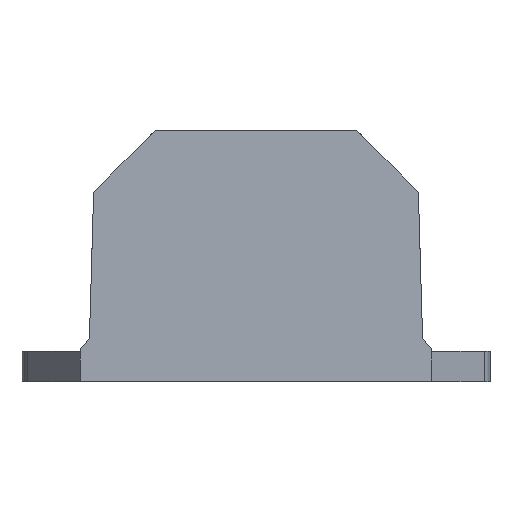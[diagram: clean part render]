
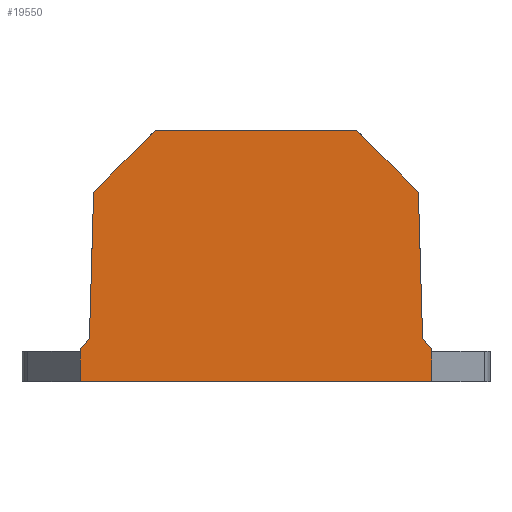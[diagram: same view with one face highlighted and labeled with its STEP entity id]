
A CAD part, left-side view. The second image highlights one B-rep face of the part: STEP entity #19550.
In plain terms, the highlighted face is planar.
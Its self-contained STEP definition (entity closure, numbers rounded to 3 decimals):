
#2020=CARTESIAN_POINT('',(25.697,163.44,
7.5));
#2030=VERTEX_POINT('',#2020);
#2060=CARTESIAN_POINT('',(25.697,69.943,
7.5));
#2070=DIRECTION('',(0.,1.,0.));
#2080=VECTOR('',#2070,1.);
#2090=LINE('',#2060,#2080);
#2100=CARTESIAN_POINT('',(25.697,100.54,
7.5));
#2110=VERTEX_POINT('',#2100);
#2120=EDGE_CURVE('',#2110,#2030,#2090,.T.);
#17080=CARTESIAN_POINT('',(25.697,102.197,
15.156));
#17090=VERTEX_POINT('',#17080);
#17120=CARTESIAN_POINT('',(25.697,99.385,
-82.649));
#17130=DIRECTION('',(0.,0.029,
1.));
#17140=VECTOR('',#17130,1.);
#17150=LINE('',#17120,#17140);
#17160=CARTESIAN_POINT('',(25.697,102.951,
41.363));
#17170=VERTEX_POINT('',#17160);
#17180=EDGE_CURVE('',#17090,#17170,#17150,.T.);
#18720=CARTESIAN_POINT('',(25.697,100.54,
-82.649));
#18730=DIRECTION('',(0.,0.,1.));
#18740=VECTOR('',#18730,1.);
#18750=LINE('',#18720,#18740);
#18760=CARTESIAN_POINT('',(25.697,100.54,
13.182));
#18770=VERTEX_POINT('',#18760);
#18780=EDGE_CURVE('',#2110,#18770,#18750,.T.);
#18930=CARTESIAN_POINT('',(25.697,131.74,
29.705));
#18940=DIRECTION('',(-1.,0.,0.));
#18950=DIRECTION('',(0.,-1.,0.));
#18960=AXIS2_PLACEMENT_3D('',#18930,#18940,#18950);
#18970=PLANE('',#18960);
#18980=CARTESIAN_POINT('',(25.697,243.844,
-82.649));
#18990=DIRECTION('',(0.,0.643,
-0.766));
#19000=VECTOR('',#18990,1.);
#19010=LINE('',#18980,#19000);
#19020=CARTESIAN_POINT('',(25.697,161.784,
15.156));
#19030=VERTEX_POINT('',#19020);
#19040=CARTESIAN_POINT('',(25.697,163.44,
13.182));
#19050=VERTEX_POINT('',#19040);
#19060=EDGE_CURVE('',#19030,#19050,#19010,.T.);
#19070=ORIENTED_EDGE('',*,*,#19060,.T.);
#19080=CARTESIAN_POINT('',(25.697,164.596,
-82.649));
#19090=DIRECTION('',(0.,0.029,
-1.));
#19100=VECTOR('',#19090,1.);
#19110=LINE('',#19080,#19100);
#19120=CARTESIAN_POINT('',(25.697,161.03,
41.363));
#19130=VERTEX_POINT('',#19120);
#19140=EDGE_CURVE('',#19130,#19030,#19110,.T.);
#19150=ORIENTED_EDGE('',*,*,#19140,.T.);
#19160=CARTESIAN_POINT('',(25.697,69.943,
132.459));
#19170=DIRECTION('',(0.,0.707,
-0.707));
#19180=VECTOR('',#19170,1.);
#19190=LINE('',#19160,#19180);
#19200=CARTESIAN_POINT('',(25.697,149.99,
52.404));
#19210=VERTEX_POINT('',#19200);
#19220=EDGE_CURVE('',#19210,#19130,#19190,.T.);
#19230=ORIENTED_EDGE('',*,*,#19220,.T.);
#19240=CARTESIAN_POINT('',(25.697,69.943,
52.404));
#19250=DIRECTION('',(0.,1.,0.));
#19260=VECTOR('',#19250,1.);
#19270=LINE('',#19240,#19260);
#19280=CARTESIAN_POINT('',(25.697,113.99,
52.404));
#19290=VERTEX_POINT('',#19280);
#19300=EDGE_CURVE('',#19290,#19210,#19270,.T.);
#19310=ORIENTED_EDGE('',*,*,#19300,.T.);
#19320=CARTESIAN_POINT('',(25.697,69.943,
8.353));
#19330=DIRECTION('',(0.,0.707,
0.707));
#19340=VECTOR('',#19330,1.);
#19350=LINE('',#19320,#19340);
#19360=EDGE_CURVE('',#17170,#19290,#19350,.T.);
#19370=ORIENTED_EDGE('',*,*,#19360,.T.);
#19380=ORIENTED_EDGE('',*,*,#17180,.T.);
#19390=CARTESIAN_POINT('',(25.697,20.136,
-82.649));
#19400=DIRECTION('',(0.,0.643,
0.766));
#19410=VECTOR('',#19400,1.);
#19420=LINE('',#19390,#19410);
#19430=EDGE_CURVE('',#18770,#17090,#19420,.T.);
#19440=ORIENTED_EDGE('',*,*,#19430,.T.);
#19450=ORIENTED_EDGE('',*,*,#18780,.T.);
#19460=ORIENTED_EDGE('',*,*,#2120,.F.);
#19470=CARTESIAN_POINT('',(25.697,163.44,
-82.649));
#19480=DIRECTION('',(0.,0.,-1.));
#19490=VECTOR('',#19480,1.);
#19500=LINE('',#19470,#19490);
#19510=EDGE_CURVE('',#19050,#2030,#19500,.T.);
#19520=ORIENTED_EDGE('',*,*,#19510,.T.);
#19530=EDGE_LOOP('',(#19520,#19460,#19450,#19440,#19380,#19370,#19310,
#19230,#19150,#19070));
#19540=FACE_OUTER_BOUND('',#19530,.T.);
#19550=ADVANCED_FACE('',(#19540),#18970,.T.);
